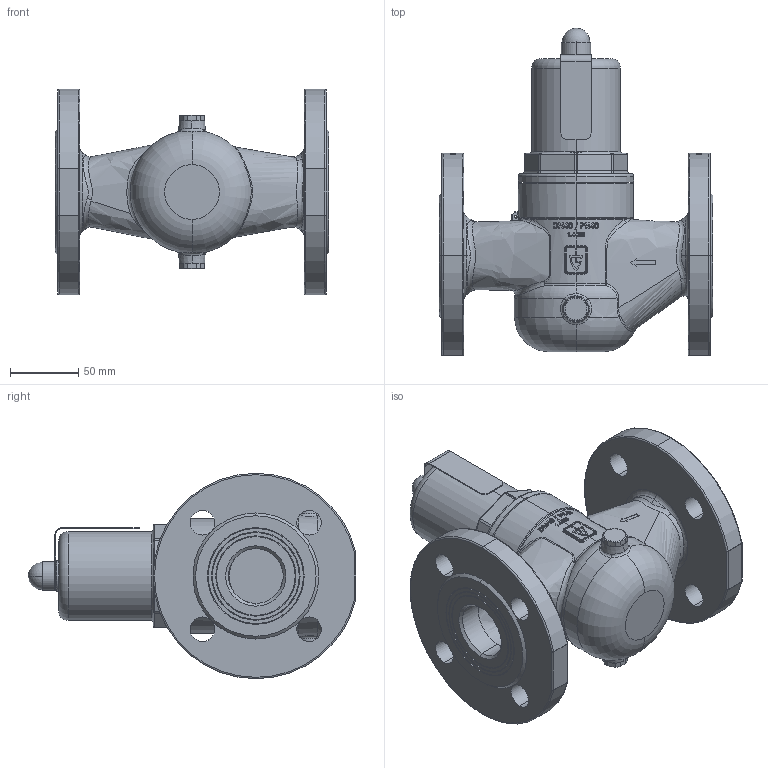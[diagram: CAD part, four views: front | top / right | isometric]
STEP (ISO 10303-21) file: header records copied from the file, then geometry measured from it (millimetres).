
FILE_DESCRIPTION (( 'STEP AP214' ), '1' );
FILE_NAME ('431mGFO-40 Dummy.STEP', '2012-02-22T15:36:18', ( 'Blankenhorn' ), ( '' ), 'SwSTEP 2.0', 'SolidWorks 2011', '' );
FILE_SCHEMA (( 'AUTOMOTIVE_DESIGN' ));
Length unit declared in the file: millimetre
Products named in the file (1): 431mGFO-40 Dummy
Bounding box: 200 x 239.2 x 150 mm (x, y, z)
Volume: 903429.6 mm3; surface area: 248019.3 mm2
Topology: 7 solids, 7 shells, 1313 faces, 3321 edges, 2107 vertices
Faces by surface type: plane 517, cylinder 296, bspline 275, cone 109, torus 96, sphere 20
Entity records: 75306 total; most frequent: CARTESIAN_POINT 32005, ORIENTED_EDGE 6596, DIRECTION 5166, EDGE_CURVE 3298, VERTEX_POINT 2104, AXIS2_PLACEMENT_3D 1952, EDGE_LOOP 1452, UNCERTAINTY_MEASURE_WITH_UNIT 1322
